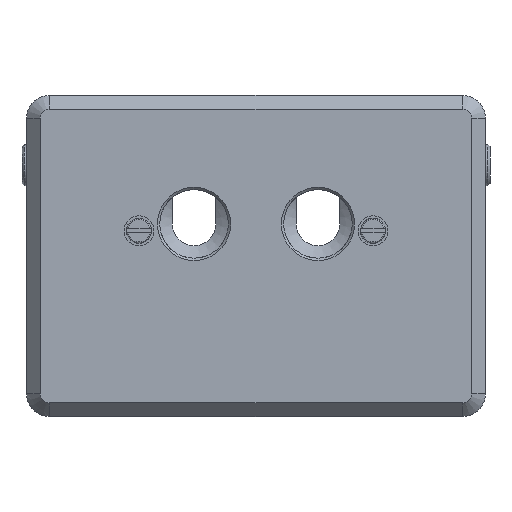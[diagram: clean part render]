
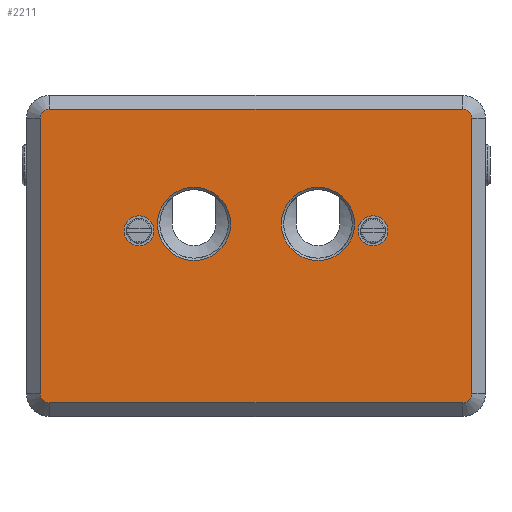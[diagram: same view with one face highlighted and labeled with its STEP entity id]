
A CAD part, front view. The second image highlights one B-rep face of the part: STEP entity #2211.
In plain terms, the highlighted planar face has unit normal (0, -1, 0).
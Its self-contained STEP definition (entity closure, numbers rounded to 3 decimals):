
#72=PLANE('',#2367);
#117=LINE('',#3255,#169);
#118=LINE('',#3259,#170);
#119=LINE('',#3263,#171);
#120=LINE('',#3267,#172);
#169=VECTOR('',#2651,1000.);
#170=VECTOR('',#2654,1000.);
#171=VECTOR('',#2657,1000.);
#172=VECTOR('',#2660,1000.);
#269=CIRCLE('',#2368,2.);
#270=CIRCLE('',#2369,2.);
#271=CIRCLE('',#2370,2.);
#272=CIRCLE('',#2371,2.);
#273=CIRCLE('',#2372,3.25);
#274=CIRCLE('',#2373,3.25);
#275=CIRCLE('',#2374,7.975);
#276=CIRCLE('',#2375,7.975);
#402=ORIENTED_EDGE('',*,*,#758,.T.);
#403=ORIENTED_EDGE('',*,*,#759,.T.);
#404=ORIENTED_EDGE('',*,*,#760,.T.);
#405=ORIENTED_EDGE('',*,*,#761,.T.);
#406=ORIENTED_EDGE('',*,*,#762,.T.);
#407=ORIENTED_EDGE('',*,*,#763,.T.);
#408=ORIENTED_EDGE('',*,*,#764,.T.);
#409=ORIENTED_EDGE('',*,*,#765,.T.);
#410=ORIENTED_EDGE('',*,*,#766,.T.);
#411=ORIENTED_EDGE('',*,*,#767,.T.);
#412=ORIENTED_EDGE('',*,*,#768,.T.);
#413=ORIENTED_EDGE('',*,*,#769,.T.);
#758=EDGE_CURVE('',#935,#936,#269,.T.);
#759=EDGE_CURVE('',#936,#937,#117,.T.);
#760=EDGE_CURVE('',#937,#938,#270,.T.);
#761=EDGE_CURVE('',#938,#939,#118,.T.);
#762=EDGE_CURVE('',#939,#940,#271,.T.);
#763=EDGE_CURVE('',#940,#941,#119,.T.);
#764=EDGE_CURVE('',#941,#942,#272,.T.);
#765=EDGE_CURVE('',#942,#935,#120,.T.);
#766=EDGE_CURVE('',#943,#943,#273,.T.);
#767=EDGE_CURVE('',#944,#944,#274,.T.);
#768=EDGE_CURVE('',#945,#945,#275,.T.);
#769=EDGE_CURVE('',#946,#946,#276,.T.);
#935=VERTEX_POINT('',#3253);
#936=VERTEX_POINT('',#3254);
#937=VERTEX_POINT('',#3256);
#938=VERTEX_POINT('',#3258);
#939=VERTEX_POINT('',#3260);
#940=VERTEX_POINT('',#3262);
#941=VERTEX_POINT('',#3264);
#942=VERTEX_POINT('',#3266);
#943=VERTEX_POINT('',#3269);
#944=VERTEX_POINT('',#3271);
#945=VERTEX_POINT('',#3273);
#946=VERTEX_POINT('',#3275);
#1084=EDGE_LOOP('',(#402,#403,#404,#405,#406,#407,#408,#409));
#1085=EDGE_LOOP('',(#410));
#1086=EDGE_LOOP('',(#411));
#1087=EDGE_LOOP('',(#412));
#1088=EDGE_LOOP('',(#413));
#1278=FACE_BOUND('',#1084,.T.);
#1279=FACE_BOUND('',#1085,.T.);
#1280=FACE_BOUND('',#1086,.T.);
#1281=FACE_BOUND('',#1087,.T.);
#1282=FACE_BOUND('',#1088,.T.);
#2211=ADVANCED_FACE('',(#1278,#1279,#1280,#1281,#1282),#72,.T.);
#2367=AXIS2_PLACEMENT_3D('',#3251,#2647,#2648);
#2368=AXIS2_PLACEMENT_3D('',#3252,#2649,#2650);
#2369=AXIS2_PLACEMENT_3D('',#3257,#2652,#2653);
#2370=AXIS2_PLACEMENT_3D('',#3261,#2655,#2656);
#2371=AXIS2_PLACEMENT_3D('',#3265,#2658,#2659);
#2372=AXIS2_PLACEMENT_3D('',#3268,#2661,#2662);
#2373=AXIS2_PLACEMENT_3D('',#3270,#2663,#2664);
#2374=AXIS2_PLACEMENT_3D('',#3272,#2665,#2666);
#2375=AXIS2_PLACEMENT_3D('',#3274,#2667,#2668);
#2647=DIRECTION('',(0.,-1.,0.));
#2648=DIRECTION('',(0.,0.,-1.));
#2649=DIRECTION('',(0.,-1.,0.));
#2650=DIRECTION('',(0.,0.,-1.));
#2651=DIRECTION('',(1.,0.,0.));
#2652=DIRECTION('',(0.,-1.,0.));
#2653=DIRECTION('',(0.,0.,-1.));
#2654=DIRECTION('',(0.,0.,1.));
#2655=DIRECTION('',(0.,-1.,0.));
#2656=DIRECTION('',(0.,0.,-1.));
#2657=DIRECTION('',(-1.,0.,0.));
#2658=DIRECTION('',(0.,-1.,0.));
#2659=DIRECTION('',(0.,0.,-1.));
#2660=DIRECTION('',(0.,0.,-1.));
#2661=DIRECTION('',(0.,1.,0.));
#2662=DIRECTION('',(0.,0.,-1.));
#2663=DIRECTION('',(0.,1.,0.));
#2664=DIRECTION('',(0.,0.,-1.));
#2665=DIRECTION('',(0.,1.,0.));
#2666=DIRECTION('',(1.,0.,0.));
#2667=DIRECTION('',(0.,1.,0.));
#2668=DIRECTION('',(1.,0.,0.));
#3251=CARTESIAN_POINT('',(0.,-12.5,0.));
#3252=CARTESIAN_POINT('',(-45.,-12.5,-30.));
#3253=CARTESIAN_POINT('',(-47.,-12.5,-30.));
#3254=CARTESIAN_POINT('',(-45.,-12.5,-32.));
#3255=CARTESIAN_POINT('',(45.,-12.5,-32.));
#3256=CARTESIAN_POINT('',(45.,-12.5,-32.));
#3257=CARTESIAN_POINT('',(45.,-12.5,-30.));
#3258=CARTESIAN_POINT('',(47.,-12.5,-30.));
#3259=CARTESIAN_POINT('',(47.,-12.5,30.));
#3260=CARTESIAN_POINT('',(47.,-12.5,30.));
#3261=CARTESIAN_POINT('',(45.,-12.5,30.));
#3262=CARTESIAN_POINT('',(45.,-12.5,32.));
#3263=CARTESIAN_POINT('',(-45.,-12.5,32.));
#3264=CARTESIAN_POINT('',(-45.,-12.5,32.));
#3265=CARTESIAN_POINT('',(-45.,-12.5,30.));
#3266=CARTESIAN_POINT('',(-47.,-12.5,30.));
#3267=CARTESIAN_POINT('',(-47.,-12.5,-30.));
#3268=CARTESIAN_POINT('',(-25.5,-12.5,5.5));
#3269=CARTESIAN_POINT('',(-25.5,-12.5,2.25));
#3270=CARTESIAN_POINT('',(25.5,-12.5,5.5));
#3271=CARTESIAN_POINT('',(25.5,-12.5,2.25));
#3272=CARTESIAN_POINT('',(13.5,-12.5,7.));
#3273=CARTESIAN_POINT('',(21.475,-12.5,7.));
#3274=CARTESIAN_POINT('',(-13.5,-12.5,7.));
#3275=CARTESIAN_POINT('',(-5.525,-12.5,7.));
